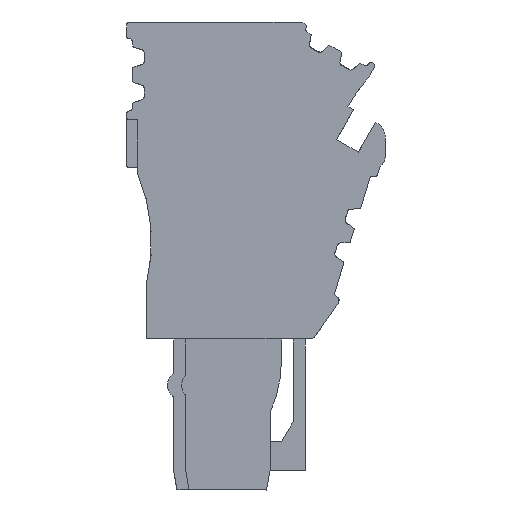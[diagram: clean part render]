
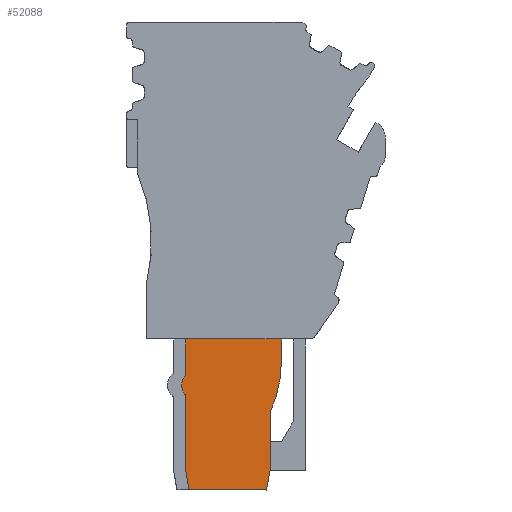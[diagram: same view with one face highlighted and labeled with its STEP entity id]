
A CAD part, left-side view. The second image highlights one B-rep face of the part: STEP entity #52088.
In plain terms, the highlighted planar face has unit normal (-1, 0, 0).
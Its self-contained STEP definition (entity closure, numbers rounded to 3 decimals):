
#52011=AXIS2_PLACEMENT_3D('Plane Axis2P3D',#52008,#52009,#52010) ;
#52029=AXIS2_PLACEMENT_3D('Circle Axis2P3D',#52027,#52028,$) ;
#52057=AXIS2_PLACEMENT_3D('Circle Axis2P3D',#52055,#52056,$) ;
#52064=AXIS2_PLACEMENT_3D('Circle Axis2P3D',#52062,#52063,$) ;
#52071=AXIS2_PLACEMENT_3D('Circle Axis2P3D',#52069,#52070,$) ;
#51753=CARTESIAN_POINT('Line Origine',(0.7,13.728,0.)) ;
#51757=CARTESIAN_POINT('Vertex',(0.7,10.35,0.)) ;
#51759=CARTESIAN_POINT('Vertex',(0.7,17.106,0.)) ;
#51826=CARTESIAN_POINT('Vertex',(0.7,10.05,1.701)) ;
#51829=CARTESIAN_POINT('Line Origine',(0.7,10.2,0.851)) ;
#51993=CARTESIAN_POINT('Vertex',(0.7,17.4,1.666)) ;
#51996=CARTESIAN_POINT('Line Origine',(0.7,17.253,0.833)) ;
#52008=CARTESIAN_POINT('Axis2P3D Location',(0.7,14.1,-0.25)) ;
#52013=CARTESIAN_POINT('Line Origine',(0.7,17.4,4.914)) ;
#52017=CARTESIAN_POINT('Vertex',(0.7,17.4,8.162)) ;
#52020=CARTESIAN_POINT('Line Origine',(0.7,10.05,4.228)) ;
#52024=CARTESIAN_POINT('Vertex',(0.7,10.05,6.755)) ;
#52027=CARTESIAN_POINT('Axis2P3D Location',(0.7,20.05,11.337)) ;
#52031=CARTESIAN_POINT('Vertex',(0.7,9.05,11.337)) ;
#52034=CARTESIAN_POINT('Line Origine',(0.7,9.05,12.244)) ;
#52038=CARTESIAN_POINT('Vertex',(0.7,9.05,13.15)) ;
#52041=CARTESIAN_POINT('Line Origine',(0.7,13.225,13.15)) ;
#52045=CARTESIAN_POINT('Vertex',(0.7,17.4,13.15)) ;
#52048=CARTESIAN_POINT('Line Origine',(0.7,17.4,11.619)) ;
#52052=CARTESIAN_POINT('Vertex',(0.7,17.4,10.088)) ;
#52055=CARTESIAN_POINT('Axis2P3D Location',(0.7,17.7,10.088)) ;
#52059=CARTESIAN_POINT('Vertex',(0.7,17.47,9.895)) ;
#52062=CARTESIAN_POINT('Axis2P3D Location',(0.7,16.55,9.125)) ;
#52066=CARTESIAN_POINT('Vertex',(0.7,17.47,8.355)) ;
#52069=CARTESIAN_POINT('Axis2P3D Location',(0.7,17.7,8.162)) ;
#51754=DIRECTION('Vector Direction',(0.,1.,0.)) ;
#51830=DIRECTION('Vector Direction',(0.,0.174,-0.985)) ;
#51997=DIRECTION('Vector Direction',(0.,0.174,0.985)) ;
#52009=DIRECTION('Axis2P3D Direction',(-1.,0.,0.)) ;
#52010=DIRECTION('Axis2P3D XDirection',(0.,1.,0.)) ;
#52014=DIRECTION('Vector Direction',(0.,0.,-1.)) ;
#52021=DIRECTION('Vector Direction',(0.,0.,-1.)) ;
#52028=DIRECTION('Axis2P3D Direction',(-1.,0.,0.)) ;
#52035=DIRECTION('Vector Direction',(0.,0.,-1.)) ;
#52042=DIRECTION('Vector Direction',(0.,-1.,0.)) ;
#52049=DIRECTION('Vector Direction',(0.,0.,-1.)) ;
#52056=DIRECTION('Axis2P3D Direction',(-1.,0.,0.)) ;
#52063=DIRECTION('Axis2P3D Direction',(-1.,0.,0.)) ;
#52070=DIRECTION('Axis2P3D Direction',(-1.,0.,0.)) ;
#51755=VECTOR('Line Direction',#51754,1.) ;
#51831=VECTOR('Line Direction',#51830,1.) ;
#51998=VECTOR('Line Direction',#51997,1.) ;
#52015=VECTOR('Line Direction',#52014,1.) ;
#52022=VECTOR('Line Direction',#52021,1.) ;
#52036=VECTOR('Line Direction',#52035,1.) ;
#52043=VECTOR('Line Direction',#52042,1.) ;
#52050=VECTOR('Line Direction',#52049,1.) ;
#52075=ORIENTED_EDGE('',*,*,#52019,.T.) ;
#52076=ORIENTED_EDGE('',*,*,#52000,.F.) ;
#52077=ORIENTED_EDGE('',*,*,#51761,.F.) ;
#52078=ORIENTED_EDGE('',*,*,#51833,.F.) ;
#52079=ORIENTED_EDGE('',*,*,#52026,.F.) ;
#52080=ORIENTED_EDGE('',*,*,#52033,.F.) ;
#52081=ORIENTED_EDGE('',*,*,#52040,.F.) ;
#52082=ORIENTED_EDGE('',*,*,#52047,.F.) ;
#52083=ORIENTED_EDGE('',*,*,#52054,.T.) ;
#52084=ORIENTED_EDGE('',*,*,#52061,.T.) ;
#52085=ORIENTED_EDGE('',*,*,#52068,.F.) ;
#52086=ORIENTED_EDGE('',*,*,#52073,.T.) ;
#52088=ADVANCED_FACE('BA ZP2.5/1AN/QV  (Startscheibe).1\\STGH ZP2.5/1AN/QV (Startscheibe WeiCos 2.5).1\\Ergebnis von  Ergebnis von  K\X2\00F6\X0\rper.20 Grundkoerper 1AN QV WeiCos 2.5mm\X2\00B2\X0\',(#52087),#52012,.T.) ;
#52030=CIRCLE('generated circle',#52029,11.) ;
#52058=CIRCLE('generated circle',#52057,0.3) ;
#52065=CIRCLE('generated circle',#52064,1.2) ;
#52072=CIRCLE('generated circle',#52071,0.3) ;
#51761=EDGE_CURVE('',#51758,#51760,#51756,.T.) ;
#51833=EDGE_CURVE('',#51827,#51758,#51832,.T.) ;
#52000=EDGE_CURVE('',#51760,#51994,#51999,.T.) ;
#52019=EDGE_CURVE('',#52018,#51994,#52016,.T.) ;
#52026=EDGE_CURVE('',#52025,#51827,#52023,.T.) ;
#52033=EDGE_CURVE('',#52032,#52025,#52030,.F.) ;
#52040=EDGE_CURVE('',#52039,#52032,#52037,.T.) ;
#52047=EDGE_CURVE('',#52046,#52039,#52044,.T.) ;
#52054=EDGE_CURVE('',#52046,#52053,#52051,.T.) ;
#52061=EDGE_CURVE('',#52053,#52060,#52058,.F.) ;
#52068=EDGE_CURVE('',#52067,#52060,#52065,.F.) ;
#52073=EDGE_CURVE('',#52067,#52018,#52072,.F.) ;
#52074=EDGE_LOOP('',(#52075,#52076,#52077,#52078,#52079,#52080,#52081,#52082,#52083,#52084,#52085,#52086)) ;
#52087=FACE_OUTER_BOUND('',#52074,.T.) ;
#51756=LINE('Line',#51753,#51755) ;
#51832=LINE('Line',#51829,#51831) ;
#51999=LINE('Line',#51996,#51998) ;
#52016=LINE('Line',#52013,#52015) ;
#52023=LINE('Line',#52020,#52022) ;
#52037=LINE('Line',#52034,#52036) ;
#52044=LINE('Line',#52041,#52043) ;
#52051=LINE('Line',#52048,#52050) ;
#52012=PLANE('',#52011) ;
#51758=VERTEX_POINT('',#51757) ;
#51760=VERTEX_POINT('',#51759) ;
#51827=VERTEX_POINT('',#51826) ;
#51994=VERTEX_POINT('',#51993) ;
#52018=VERTEX_POINT('',#52017) ;
#52025=VERTEX_POINT('',#52024) ;
#52032=VERTEX_POINT('',#52031) ;
#52039=VERTEX_POINT('',#52038) ;
#52046=VERTEX_POINT('',#52045) ;
#52053=VERTEX_POINT('',#52052) ;
#52060=VERTEX_POINT('',#52059) ;
#52067=VERTEX_POINT('',#52066) ;
